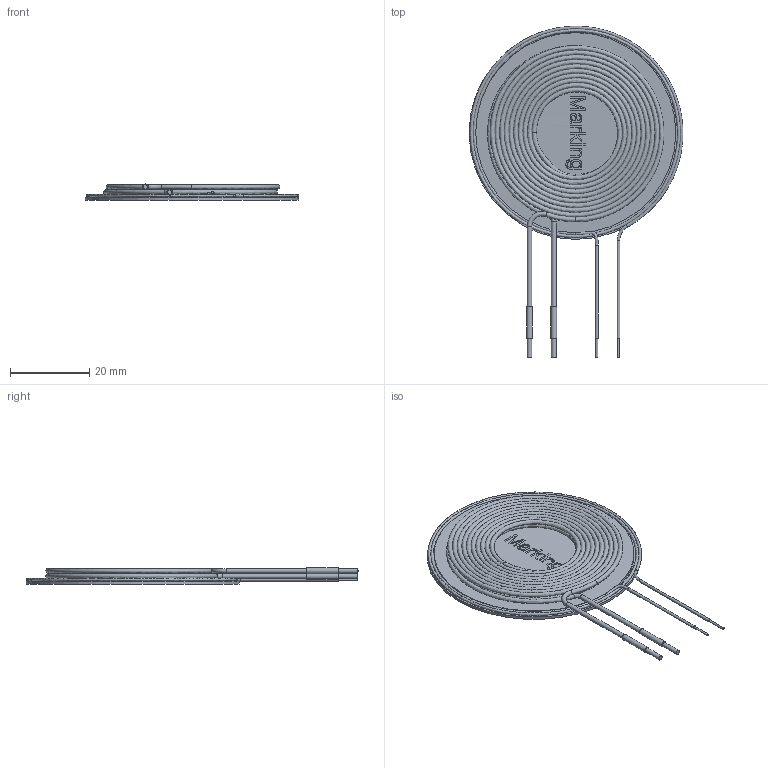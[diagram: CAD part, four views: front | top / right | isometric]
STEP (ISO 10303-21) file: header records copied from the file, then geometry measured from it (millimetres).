
FILE_DESCRIPTION(/* description */ ('Unknown'),/* implementation_level */ '2;1');
FILE_NAME(/* name */ 'L_Wurth_WE-WPCC-NFC_760308101312',/* time_stamp */ '2025-04-22T11:09:53+08:00',/* author */ ('Unknown'),/* organization */ ('Unknown'),/* preprocessor_version */ 'ST-DEVELOPER v19.4',/* originating_system */ 'Solid Edge',/* authorisation */ 'Unknown');
FILE_SCHEMA (('AUTOMOTIVE_DESIGN {1 0 10303 214 3 1 1}'));
Length unit declared in the file: millimetre
Products named in the file (2): L_Wurth_WE-WPCC-NFC_760308101312
Assembly tree (1 placements, depth 2):
  L_Wurth_WE-WPCC-NFC_760308101312
    L_Wurth_WE-WPCC-NFC_760308101312
Bounding box: 54.1 x 84 x 4.05 mm (x, y, z)
Volume: 5262.5 mm3; surface area: 12998.2 mm2
Topology: 3 solids, 3 shells, 100 faces, 236 edges, 158 vertices
Faces by surface type: plane 69, bspline 14, cylinder 13, torus 4
Full cylindrical faces by diameter (mm): 0.5 x2, 0.7 x2, 1.15 x4, 1.45 x2, 50.65 x1, 54 x1
Entity records: 11362 total; most frequent: CARTESIAN_POINT 8711, ORIENTED_EDGE 412, DIRECTION 283, EDGE_CURVE 206, VERTEX_POINT 150, EDGE_LOOP 142, FACE_BOUND 142, B_SPLINE_CURVE_WITH_KNOTS 129
